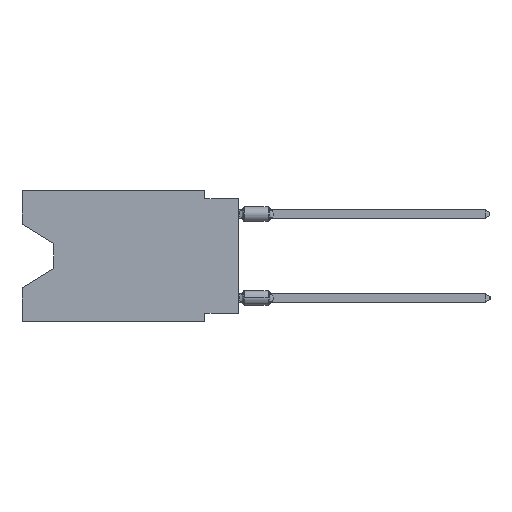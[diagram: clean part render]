
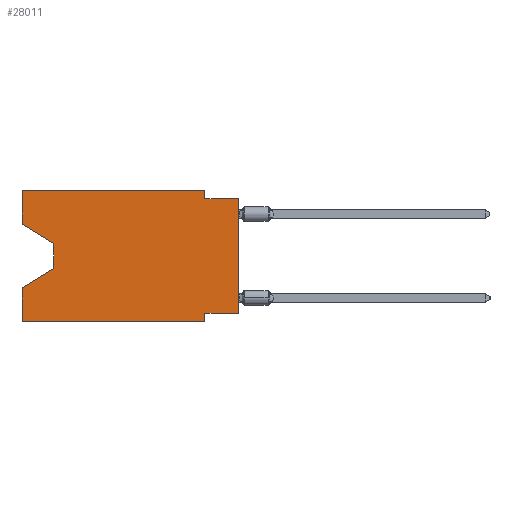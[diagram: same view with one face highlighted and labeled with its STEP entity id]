
A CAD part, left-side view. The second image highlights one B-rep face of the part: STEP entity #28011.
In plain terms, the highlighted planar face has unit normal (-1, 0, 0).
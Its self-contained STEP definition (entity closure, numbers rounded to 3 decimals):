
#988 = CARTESIAN_POINT ( 'NONE',  ( 0., 13.97, -4.013 ) ) ;
#1544 = LINE ( 'NONE', #16442, #41455 ) ;
#2214 = EDGE_CURVE ( 'NONE', #16463, #12404, #1544, .T. ) ;
#2303 = PLANE ( 'NONE',  #47655 ) ;
#2456 = VECTOR ( 'NONE', #45332, 1000. ) ;
#2533 = DIRECTION ( 'NONE',  ( 0., -1., 0. ) ) ;
#2703 = ORIENTED_EDGE ( 'NONE', *, *, #22856, .F. ) ;
#2763 = EDGE_CURVE ( 'NONE', #37752, #8733, #20252, .T. ) ;
#2973 = ORIENTED_EDGE ( 'NONE', *, *, #29602, .F. ) ;
#4165 = DIRECTION ( 'NONE',  ( 0., -0.855, -0.519 ) ) ;
#5071 = ORIENTED_EDGE ( 'NONE', *, *, #2214, .F. ) ;
#5347 = EDGE_CURVE ( 'NONE', #42253, #37752, #15251, .T. ) ;
#6276 = EDGE_LOOP ( 'NONE', ( #29581, #47582, #37128, #5071, #7432, #43983, #30224, #17487, #24339, #2703, #38000, #2973 ) ) ;
#6788 = LINE ( 'NONE', #10625, #2456 ) ;
#7432 = ORIENTED_EDGE ( 'NONE', *, *, #46849, .T. ) ;
#7876 = CARTESIAN_POINT ( 'NONE',  ( 0., 0., -0.635 ) ) ;
#8119 = DIRECTION ( 'NONE',  ( 0., -1., 0. ) ) ;
#8564 = EDGE_CURVE ( 'NONE', #49620, #33779, #50814, .T. ) ;
#8733 = VERTEX_POINT ( 'NONE', #32023 ) ;
#8827 = CARTESIAN_POINT ( 'NONE',  ( 0., 16.383, 0. ) ) ;
#8988 = DIRECTION ( 'NONE',  ( 1., 0., 0. ) ) ;
#9724 = VECTOR ( 'NONE', #25970, 1000. ) ;
#10286 = LINE ( 'NONE', #49621, #9724 ) ;
#10593 = CARTESIAN_POINT ( 'NONE',  ( 0., 16.383, -2.546 ) ) ;
#10625 = CARTESIAN_POINT ( 'NONE',  ( 0., 16.383, -9.906 ) ) ;
#11271 = DIRECTION ( 'NONE',  ( 0., 0., 1. ) ) ;
#11932 = VERTEX_POINT ( 'NONE', #8827 ) ;
#11998 = DIRECTION ( 'NONE',  ( 0., 0., -1. ) ) ;
#12355 = CARTESIAN_POINT ( 'NONE',  ( 0., 0., -9.271 ) ) ;
#12404 = VERTEX_POINT ( 'NONE', #44435 ) ;
#13231 = VECTOR ( 'NONE', #11998, 1000. ) ;
#13271 = VECTOR ( 'NONE', #36461, 1000. ) ;
#15251 = LINE ( 'NONE', #31158, #33328 ) ;
#15864 = LINE ( 'NONE', #47236, #13231 ) ;
#16442 = CARTESIAN_POINT ( 'NONE',  ( 0., 16.383, 0. ) ) ;
#16463 = VERTEX_POINT ( 'NONE', #44166 ) ;
#17124 = EDGE_CURVE ( 'NONE', #36910, #25502, #31899, .T. ) ;
#17162 = LINE ( 'NONE', #24611, #13271 ) ;
#17487 = ORIENTED_EDGE ( 'NONE', *, *, #39539, .T. ) ;
#18209 = LINE ( 'NONE', #21307, #44883 ) ;
#19476 = LINE ( 'NONE', #34929, #44195 ) ;
#20252 = LINE ( 'NONE', #24366, #20974 ) ;
#20974 = VECTOR ( 'NONE', #35927, 1000. ) ;
#21307 = CARTESIAN_POINT ( 'NONE',  ( 0., 16.383, 0. ) ) ;
#22793 = DIRECTION ( 'NONE',  ( 0., 0.855, -0.519 ) ) ;
#22856 = EDGE_CURVE ( 'NONE', #36315, #49620, #15864, .T. ) ;
#24339 = ORIENTED_EDGE ( 'NONE', *, *, #8564, .F. ) ;
#24366 = CARTESIAN_POINT ( 'NONE',  ( 0., 13.97, -4.013 ) ) ;
#24611 = CARTESIAN_POINT ( 'NONE',  ( 0., 16.383, 0. ) ) ;
#24675 = DIRECTION ( 'NONE',  ( 0., 0., -1. ) ) ;
#25502 = VERTEX_POINT ( 'NONE', #44809 ) ;
#25970 = DIRECTION ( 'NONE',  ( 0., 0., -1. ) ) ;
#26901 = CARTESIAN_POINT ( 'NONE',  ( 0., 13.97, -5.893 ) ) ;
#28011 = ADVANCED_FACE ( 'NONE', ( #37518 ), #2303, .F. ) ;
#28310 = DIRECTION ( 'NONE',  ( 0., 1., 0. ) ) ;
#28530 = DIRECTION ( 'NONE',  ( 0., 0., 1. ) ) ;
#29581 = ORIENTED_EDGE ( 'NONE', *, *, #5347, .T. ) ;
#29602 = EDGE_CURVE ( 'NONE', #42253, #11932, #17162, .T. ) ;
#30224 = ORIENTED_EDGE ( 'NONE', *, *, #17124, .F. ) ;
#30737 = VECTOR ( 'NONE', #28310, 1000. ) ;
#31158 = CARTESIAN_POINT ( 'NONE',  ( 0., 16.383, -2.546 ) ) ;
#31899 = LINE ( 'NONE', #12355, #30737 ) ;
#32023 = CARTESIAN_POINT ( 'NONE',  ( 0., 13.97, -5.893 ) ) ;
#33328 = VECTOR ( 'NONE', #4165, 1000. ) ;
#33779 = VERTEX_POINT ( 'NONE', #39228 ) ;
#34929 = CARTESIAN_POINT ( 'NONE',  ( 0., 0., 0. ) ) ;
#35602 = EDGE_CURVE ( 'NONE', #8733, #12404, #35614, .T. ) ;
#35614 = LINE ( 'NONE', #26901, #46557 ) ;
#35927 = DIRECTION ( 'NONE',  ( 0., 0., -1. ) ) ;
#36315 = VERTEX_POINT ( 'NONE', #49617 ) ;
#36400 = VERTEX_POINT ( 'NONE', #47011 ) ;
#36461 = DIRECTION ( 'NONE',  ( 0., 0., 1. ) ) ;
#36910 = VERTEX_POINT ( 'NONE', #50311 ) ;
#37128 = ORIENTED_EDGE ( 'NONE', *, *, #35602, .T. ) ;
#37397 = CARTESIAN_POINT ( 'NONE',  ( 0., 2.54, -0.635 ) ) ;
#37518 = FACE_OUTER_BOUND ( 'NONE', #6276, .T. ) ;
#37752 = VERTEX_POINT ( 'NONE', #988 ) ;
#38000 = ORIENTED_EDGE ( 'NONE', *, *, #47689, .F. ) ;
#39228 = CARTESIAN_POINT ( 'NONE',  ( 0., 0., -0.635 ) ) ;
#39539 = EDGE_CURVE ( 'NONE', #36910, #33779, #19476, .T. ) ;
#41455 = VECTOR ( 'NONE', #28530, 1000. ) ;
#42253 = VERTEX_POINT ( 'NONE', #10593 ) ;
#42634 = EDGE_CURVE ( 'NONE', #25502, #36400, #10286, .T. ) ;
#43983 = ORIENTED_EDGE ( 'NONE', *, *, #42634, .F. ) ;
#44166 = CARTESIAN_POINT ( 'NONE',  ( 0., 16.383, -9.906 ) ) ;
#44195 = VECTOR ( 'NONE', #11271, 1000. ) ;
#44217 = CARTESIAN_POINT ( 'NONE',  ( 0., 16.383, 0. ) ) ;
#44435 = CARTESIAN_POINT ( 'NONE',  ( 0., 16.383, -7.36 ) ) ;
#44809 = CARTESIAN_POINT ( 'NONE',  ( 0., 2.54, -9.271 ) ) ;
#44883 = VECTOR ( 'NONE', #2533, 1000. ) ;
#45332 = DIRECTION ( 'NONE',  ( 0., -1., 0. ) ) ;
#46557 = VECTOR ( 'NONE', #22793, 1000. ) ;
#46849 = EDGE_CURVE ( 'NONE', #16463, #36400, #6788, .T. ) ;
#47011 = CARTESIAN_POINT ( 'NONE',  ( 0., 2.54, -9.906 ) ) ;
#47236 = CARTESIAN_POINT ( 'NONE',  ( 0., 2.54, 0. ) ) ;
#47582 = ORIENTED_EDGE ( 'NONE', *, *, #2763, .T. ) ;
#47655 = AXIS2_PLACEMENT_3D ( 'NONE', #44217, #8988, #24675 ) ;
#47689 = EDGE_CURVE ( 'NONE', #11932, #36315, #18209, .T. ) ;
#49617 = CARTESIAN_POINT ( 'NONE',  ( 0., 2.54, 0. ) ) ;
#49620 = VERTEX_POINT ( 'NONE', #37397 ) ;
#49621 = CARTESIAN_POINT ( 'NONE',  ( 0., 2.54, -9.906 ) ) ;
#50076 = VECTOR ( 'NONE', #8119, 1000. ) ;
#50311 = CARTESIAN_POINT ( 'NONE',  ( 0., 0., -9.271 ) ) ;
#50814 = LINE ( 'NONE', #7876, #50076 ) ;
